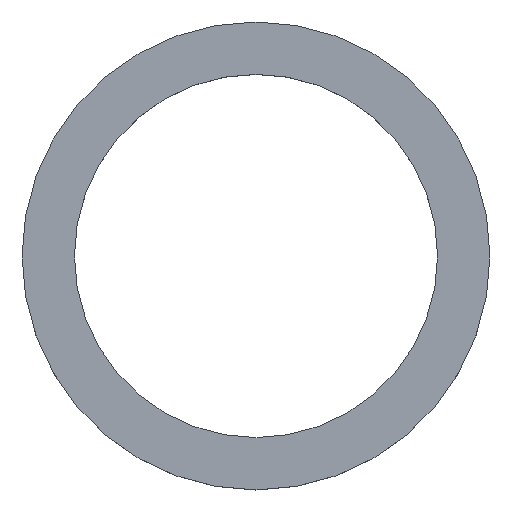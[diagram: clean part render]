
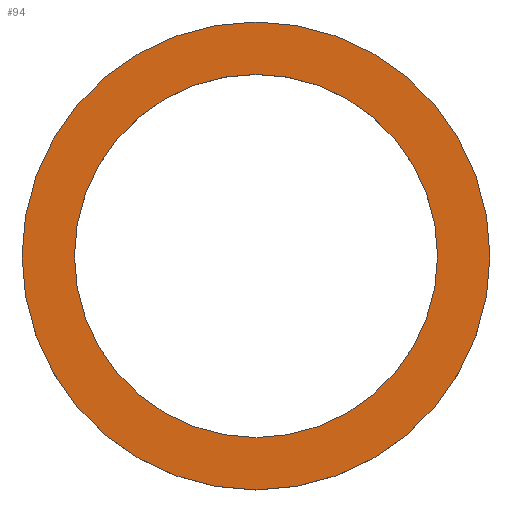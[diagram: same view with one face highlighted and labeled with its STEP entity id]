
A CAD part, top view. The second image highlights one B-rep face of the part: STEP entity #94.
In plain terms, the highlighted planar face has unit normal (0, 0, 1).
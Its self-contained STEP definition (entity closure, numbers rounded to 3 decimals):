
#22=PLANE('',#120);
#32=ORIENTED_EDGE('',*,*,#43,.F.);
#33=ORIENTED_EDGE('',*,*,#38,.T.);
#38=EDGE_CURVE('',#45,#45,#52,.T.);
#43=EDGE_CURVE('',#50,#50,#57,.T.);
#45=VERTEX_POINT('',#157);
#50=VERTEX_POINT('',#169);
#52=CIRCLE('',#111,16.75);
#57=CIRCLE('',#118,13.);
#67=EDGE_LOOP('',(#32));
#68=EDGE_LOOP('',(#33));
#81=FACE_BOUND('',#67,.T.);
#82=FACE_BOUND('',#68,.T.);
#94=ADVANCED_FACE('',(#81,#82),#22,.T.);
#111=AXIS2_PLACEMENT_3D('',#156,#128,#129);
#118=AXIS2_PLACEMENT_3D('',#168,#142,#143);
#120=AXIS2_PLACEMENT_3D('',#171,#146,#147);
#128=DIRECTION('',(0.,0.,1.));
#129=DIRECTION('',(1.,0.,0.));
#142=DIRECTION('',(0.,0.,1.));
#143=DIRECTION('',(1.,0.,0.));
#146=DIRECTION('',(0.,0.,1.));
#147=DIRECTION('',(1.,0.,0.));
#156=CARTESIAN_POINT('',(0.,0.,4.));
#157=CARTESIAN_POINT('',(16.75,0.,4.));
#168=CARTESIAN_POINT('',(0.,0.,4.));
#169=CARTESIAN_POINT('',(13.,0.,4.));
#171=CARTESIAN_POINT('',(13.,0.,4.));
